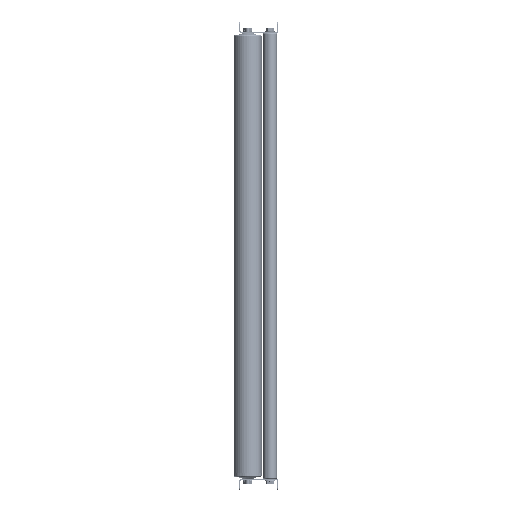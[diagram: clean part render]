
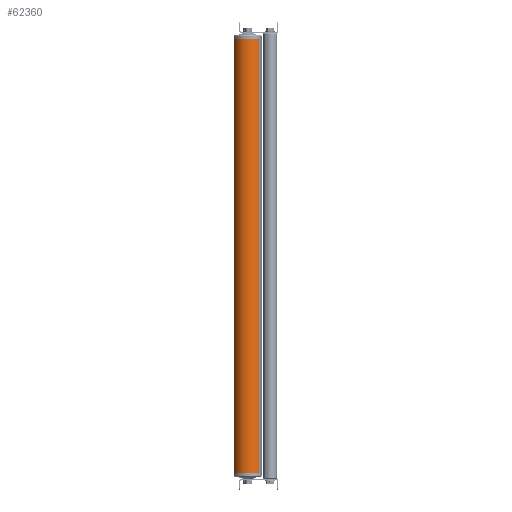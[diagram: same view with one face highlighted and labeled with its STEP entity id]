
A CAD part, left-side view. The second image highlights one B-rep face of the part: STEP entity #62360.
In plain terms, the highlighted cylindrical face has radius 25 mm (diameter 50 mm), a partial arc.
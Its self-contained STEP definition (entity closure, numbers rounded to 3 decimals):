
#1278 = CIRCLE ( 'NONE', #11729, 25. ) ;
#1363 = CYLINDRICAL_SURFACE ( 'NONE', #37578, 25. ) ;
#1684 = DIRECTION ( 'NONE',  ( -1., 0., 0. ) ) ;
#5457 = EDGE_CURVE ( 'NONE', #48449, #57214, #57253, .T. ) ;
#9044 = EDGE_CURVE ( 'NONE', #48449, #32256, #1278, .T. ) ;
#11729 = AXIS2_PLACEMENT_3D ( 'NONE', #57521, #37210, #46729 ) ;
#16124 = DIRECTION ( 'NONE',  ( 1., 0., 0. ) ) ;
#16326 = CARTESIAN_POINT ( 'NONE',  ( 780., 0., -25. ) ) ;
#17703 = CARTESIAN_POINT ( 'NONE',  ( 780., 0., 25. ) ) ;
#20178 = CARTESIAN_POINT ( 'NONE',  ( 780., 0., -25. ) ) ;
#30133 = VECTOR ( 'NONE', #52365, 1000. ) ;
#30600 = DIRECTION ( 'NONE',  ( 0., 0., 1. ) ) ;
#32256 = VERTEX_POINT ( 'NONE', #17703 ) ;
#32552 = LINE ( 'NONE', #52892, #64518 ) ;
#36078 = CARTESIAN_POINT ( 'NONE',  ( 0., 0., 0. ) ) ;
#36472 = DIRECTION ( 'NONE',  ( -1., 0., 0. ) ) ;
#37210 = DIRECTION ( 'NONE',  ( 1., 0., 0. ) ) ;
#37578 = AXIS2_PLACEMENT_3D ( 'NONE', #50580, #1684, #30600 ) ;
#37788 = EDGE_CURVE ( 'NONE', #32256, #56786, #32552, .T. ) ;
#37806 = ORIENTED_EDGE ( 'NONE', *, *, #53188, .T. ) ;
#38315 = ORIENTED_EDGE ( 'NONE', *, *, #9044, .F. ) ;
#40207 = AXIS2_PLACEMENT_3D ( 'NONE', #36078, #16124, #55761 ) ;
#41380 = FACE_OUTER_BOUND ( 'NONE', #57269, .T. ) ;
#46154 = CARTESIAN_POINT ( 'NONE',  ( 0., 0., 25. ) ) ;
#46729 = DIRECTION ( 'NONE',  ( 0., 0., -1. ) ) ;
#48449 = VERTEX_POINT ( 'NONE', #20178 ) ;
#49890 = ORIENTED_EDGE ( 'NONE', *, *, #5457, .T. ) ;
#50198 = CARTESIAN_POINT ( 'NONE',  ( 0., 0., -25. ) ) ;
#50580 = CARTESIAN_POINT ( 'NONE',  ( 780., 0., 0. ) ) ;
#52365 = DIRECTION ( 'NONE',  ( -1., 0., 0. ) ) ;
#52767 = CIRCLE ( 'NONE', #40207, 25. ) ;
#52892 = CARTESIAN_POINT ( 'NONE',  ( 780., 0., 25. ) ) ;
#53188 = EDGE_CURVE ( 'NONE', #57214, #56786, #52767, .T. ) ;
#55761 = DIRECTION ( 'NONE',  ( 0., 0., -1. ) ) ;
#56786 = VERTEX_POINT ( 'NONE', #46154 ) ;
#57214 = VERTEX_POINT ( 'NONE', #50198 ) ;
#57253 = LINE ( 'NONE', #16326, #30133 ) ;
#57269 = EDGE_LOOP ( 'NONE', ( #38315, #49890, #37806, #60690 ) ) ;
#57521 = CARTESIAN_POINT ( 'NONE',  ( 780., 0., 0. ) ) ;
#60690 = ORIENTED_EDGE ( 'NONE', *, *, #37788, .F. ) ;
#62360 = ADVANCED_FACE ( 'NONE', ( #41380 ), #1363, .T. ) ;
#64518 = VECTOR ( 'NONE', #36472, 1000. ) ;
